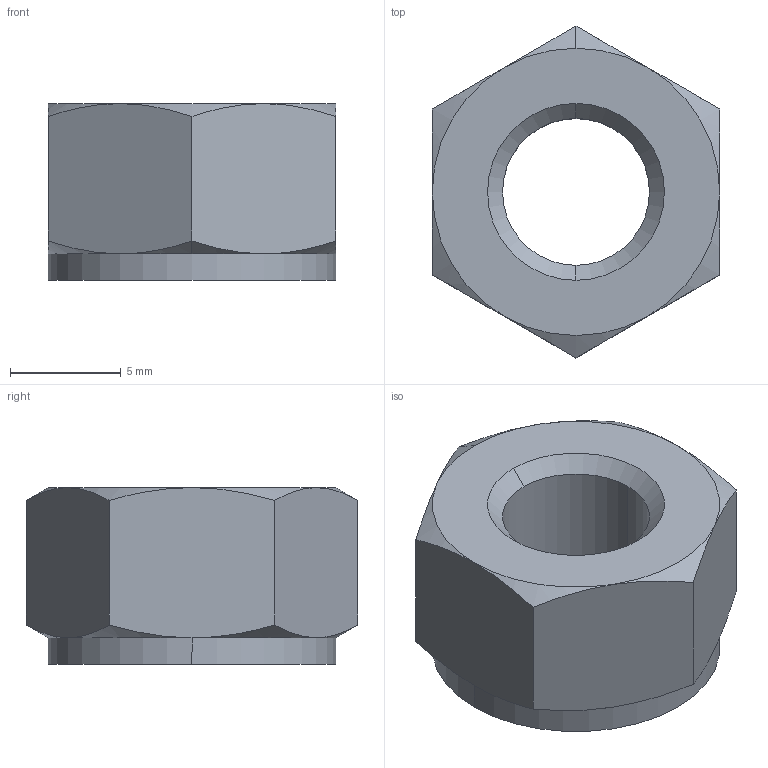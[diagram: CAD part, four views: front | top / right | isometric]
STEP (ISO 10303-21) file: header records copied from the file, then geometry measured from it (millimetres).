
FILE_DESCRIPTION (( 'STEP AP203' ), '1' );
FILE_NAME ('M8NYLOCNUTZP_REV_0.step', '2025-08-17T05:23:04', ( '' ), ( '' ), 'SwSTEP 2.0', 'SolidWorks 2024', '' );
FILE_SCHEMA (( 'CONFIG_CONTROL_DESIGN' ));
Length unit declared in the file: millimetre
Products named in the file (1): M8NYLOCNUTZP_REV_0
Bounding box: 13 x 15.01 x 8 mm (x, y, z)
Volume: 843.3 mm3; surface area: 721.6 mm2
Topology: 1 solids, 1 shells, 32 faces, 74 edges, 44 vertices
Faces by surface type: cone 18, plane 8, cylinder 6
Entity records: 1071 total; most frequent: CARTESIAN_POINT 287, DIRECTION 148, ORIENTED_EDGE 148, EDGE_CURVE 74, AXIS2_PLACEMENT_3D 65, VERTEX_POINT 44, EDGE_LOOP 34, FACE_OUTER_BOUND 32
